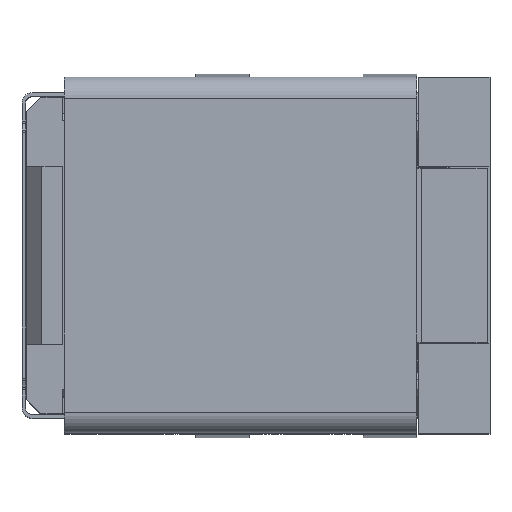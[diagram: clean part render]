
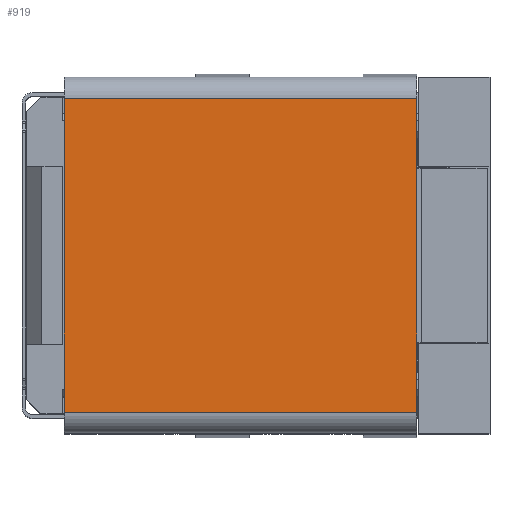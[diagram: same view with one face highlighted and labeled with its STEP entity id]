
A CAD part, top view. The second image highlights one B-rep face of the part: STEP entity #919.
In plain terms, the highlighted planar face has unit normal (0, 0, 1).
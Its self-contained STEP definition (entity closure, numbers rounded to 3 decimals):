
#919=ADVANCED_FACE('NONE',(#2328),#2329,.F.);
#2328=FACE_OUTER_BOUND('',#4443,.T.);
#2329=PLANE('',#4444);
#4443=EDGE_LOOP('',(#7601,#7602,#7603,#7604));
#4444=AXIS2_PLACEMENT_3D('',#7605,#7606,#7607);
#7601=ORIENTED_EDGE('',*,*,#12941,.T.);
#7602=ORIENTED_EDGE('',*,*,#13075,.F.);
#7603=ORIENTED_EDGE('',*,*,#12969,.T.);
#7604=ORIENTED_EDGE('',*,*,#12944,.T.);
#7605=CARTESIAN_POINT('',(41.194,15.938,-142.85));
#7606=DIRECTION('',(0.0,0.0,-1.0));
#7607=DIRECTION('',(0.0,-1.0,0.0));
#12941=EDGE_CURVE('NONE',#15449,#15447,#15450,.T.);
#12944=EDGE_CURVE('NONE',#15453,#15449,#15454,.T.);
#12969=EDGE_CURVE('NONE',#15500,#15453,#15501,.T.);
#13075=EDGE_CURVE('NONE',#15500,#15447,#15667,.T.);
#15447=VERTEX_POINT('NONE',#19343);
#15449=VERTEX_POINT('NONE',#19345);
#15450=LINE('',#19346,#19347);
#15453=VERTEX_POINT('NONE',#19350);
#15454=LINE('',#19351,#19352);
#15500=VERTEX_POINT('NONE',#19414);
#15501=LINE('',#19415,#19416);
#15667=LINE('',#19644,#19645);
#19343=CARTESIAN_POINT('',(41.392,16.114,-142.85));
#19345=CARTESIAN_POINT('',(41.392,24.914,-142.85));
#19346=CARTESIAN_POINT('',(41.392,20.514,-142.85));
#19347=VECTOR('',#24867,1000.0);
#19350=CARTESIAN_POINT('',(51.292,24.914,-142.85));
#19351=CARTESIAN_POINT('',(46.342,24.914,-142.85));
#19352=VECTOR('',#24871,1000.0);
#19414=CARTESIAN_POINT('',(51.292,16.114,-142.85));
#19415=CARTESIAN_POINT('',(51.292,20.514,-142.85));
#19416=VECTOR('',#24909,1000.0);
#19644=CARTESIAN_POINT('',(46.342,16.114,-142.85));
#19645=VECTOR('',#25053,1000.0);
#24867=DIRECTION('',(-0.0,-1.0,-0.0));
#24871=DIRECTION('',(-1.0,-0.0,-0.0));
#24909=DIRECTION('',(0.0,1.0,0.0));
#25053=DIRECTION('',(-1.0,-0.0,-0.0));
